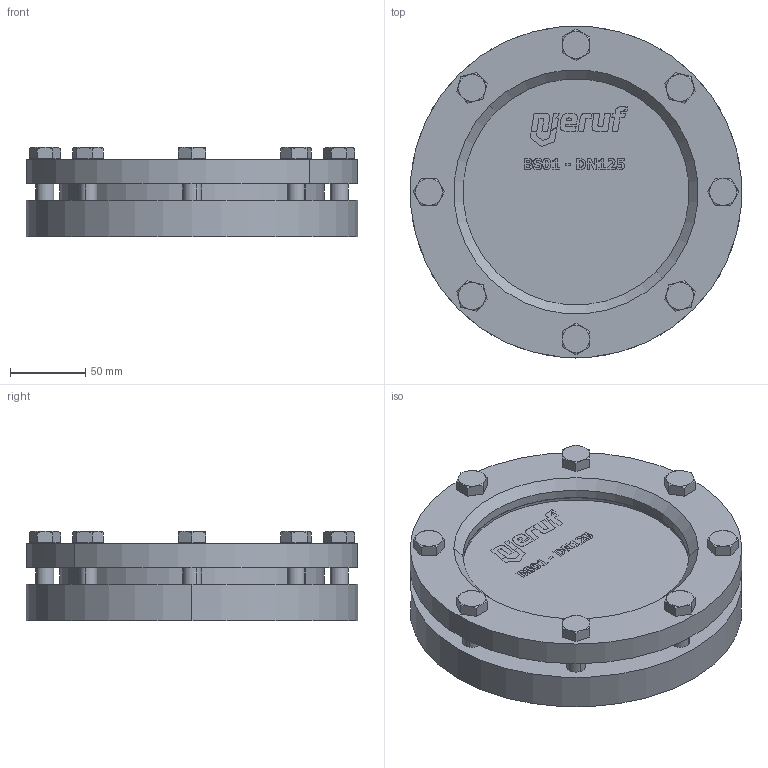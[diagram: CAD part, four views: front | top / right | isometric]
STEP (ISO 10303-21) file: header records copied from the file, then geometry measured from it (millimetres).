
FILE_DESCRIPTION (( 'STEP AP214' ), '1' );
FILE_NAME ('BS01_12_Behälter-Schauglas.STEP', '2020-06-30T12:55:53', ( '' ), ( '' ), 'SwSTEP 2.0', 'SolidWorks 2020', '' );
FILE_SCHEMA (( 'AUTOMOTIVE_DESIGN' ));
Length unit declared in the file: millimetre
Products named in the file (6): BS01-02-12_Deckelflansch; BS01-03-12_Glasplatte; BS01-01-12_Grundflansch; DIN 7990_M12x40_DIN 7990 - M12 x 35-WN; BS01_12_Behälter-Schauglas; BS02-03-12_Flachdichtung
Assembly tree (13 placements, depth 2):
  BS01_12_Behälter-Schauglas
    BS01-01-12_Grundflansch
    BS01-02-12_Deckelflansch
    BS02-03-12_Flachdichtung  x2
    BS01-03-12_Glasplatte
    DIN 7990_M12x40_DIN 7990 - M12 x 35-WN  x8
Bounding box: 220 x 220 x 59 mm (x, y, z)
Volume: 1124357 mm3; surface area: 239248.2 mm2
Topology: 13 solids, 13 shells, 540 faces, 1311 edges, 846 vertices
Faces by surface type: plane 256, cylinder 124, cone 84, bspline 76
Entity records: 15025 total; most frequent: CARTESIAN_POINT 5579, ORIENTED_EDGE 1954, DIRECTION 1665, EDGE_CURVE 977, VERTEX_POINT 642, VECTOR 601, LINE 601, AXIS2_PLACEMENT_3D 532
